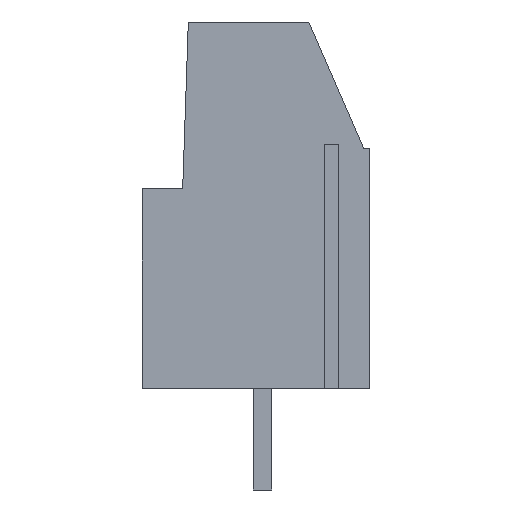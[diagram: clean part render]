
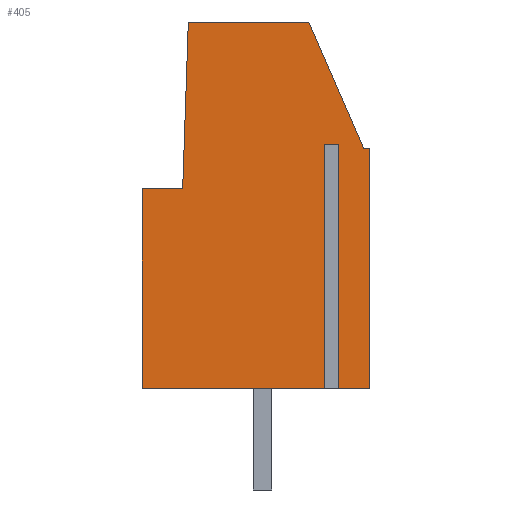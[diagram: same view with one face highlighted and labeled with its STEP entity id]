
A CAD part, left-side view. The second image highlights one B-rep face of the part: STEP entity #405.
In plain terms, the highlighted planar face has unit normal (-1, 0, 0).
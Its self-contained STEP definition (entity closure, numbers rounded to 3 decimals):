
#13=DIRECTION('',(0.,0.,1.));
#21=EDGE_CURVE('',#22,#24,#26,.T.);
#22=VERTEX_POINT('',#23);
#23=CARTESIAN_POINT('',(-2.54,-5.283,0.));
#24=VERTEX_POINT('',#25);
#25=CARTESIAN_POINT('',(-2.54,-3.562,0.));
#26=LINE('',#23,#27);
#27=VECTOR('',#28,1.);
#28=DIRECTION('',(0.,1.,0.));
#35=DIRECTION('',(1.,0.,0.));
#53=VECTOR('',#54,1.);
#54=DIRECTION('',(0.,-1.,0.));
#68=VERTEX_POINT('',#69);
#69=CARTESIAN_POINT('',(-2.54,5.917,0.));
#72=EDGE_CURVE('',#73,#68,#26,.T.);
#73=VERTEX_POINT('',#74);
#74=CARTESIAN_POINT('',(-2.54,-3.205,0.));
#405=ADVANCED_FACE('',(#406),#465,.F.);
#406=FACE_BOUND('',#407,.F.);
#407=EDGE_LOOP('',(#408,#417,#422,#428,#429,#435,#440,#443,#444,#449,#454,#461));
#408=ORIENTED_EDGE('',*,*,#409,.T.);
#409=EDGE_CURVE('',#410,#412,#414,.T.);
#410=VERTEX_POINT('',#411);
#411=CARTESIAN_POINT('',(-2.54,-2.283,18.));
#412=VERTEX_POINT('',#413);
#413=CARTESIAN_POINT('',(-2.54,-4.983,11.8));
#414=LINE('',#411,#415);
#415=VECTOR('',#416,1.);
#416=DIRECTION('',(0.,-0.399,-0.917));
#417=ORIENTED_EDGE('',*,*,#418,.T.);
#418=EDGE_CURVE('',#412,#419,#421,.T.);
#419=VERTEX_POINT('',#420);
#420=CARTESIAN_POINT('',(-2.54,-5.283,11.8));
#421=LINE('',#413,#53);
#422=ORIENTED_EDGE('',*,*,#423,.T.);
#423=EDGE_CURVE('',#419,#22,#424,.T.);
#424=LINE('',#425,#426);
#425=CARTESIAN_POINT('',(-2.54,-5.283,18.));
#426=VECTOR('',#427,1.);
#427=DIRECTION('',(0.,0.,-1.));
#428=ORIENTED_EDGE('',*,*,#21,.T.);
#429=ORIENTED_EDGE('',*,*,#430,.T.);
#430=EDGE_CURVE('',#24,#431,#433,.T.);
#431=VERTEX_POINT('',#432);
#432=CARTESIAN_POINT('',(-2.54,-3.562,12.));
#433=LINE('',#25,#434);
#434=VECTOR('',#13,1.);
#435=ORIENTED_EDGE('',*,*,#436,.T.);
#436=EDGE_CURVE('',#431,#437,#439,.T.);
#437=VERTEX_POINT('',#438);
#438=CARTESIAN_POINT('',(-2.54,-3.205,12.));
#439=LINE('',#432,#27);
#440=ORIENTED_EDGE('',*,*,#441,.F.);
#441=EDGE_CURVE('',#73,#437,#442,.T.);
#442=LINE('',#74,#434);
#443=ORIENTED_EDGE('',*,*,#72,.T.);
#444=ORIENTED_EDGE('',*,*,#445,.T.);
#445=EDGE_CURVE('',#68,#446,#448,.T.);
#446=VERTEX_POINT('',#447);
#447=CARTESIAN_POINT('',(-2.54,5.917,9.8));
#448=LINE('',#69,#434);
#449=ORIENTED_EDGE('',*,*,#450,.F.);
#450=EDGE_CURVE('',#451,#446,#453,.T.);
#451=VERTEX_POINT('',#452);
#452=CARTESIAN_POINT('',(-2.54,3.92,9.8));
#453=LINE('',#452,#27);
#454=ORIENTED_EDGE('',*,*,#455,.F.);
#455=EDGE_CURVE('',#456,#451,#458,.T.);
#456=VERTEX_POINT('',#457);
#457=CARTESIAN_POINT('',(-2.54,3.644,18.));
#458=LINE('',#457,#459);
#459=VECTOR('',#460,1.);
#460=DIRECTION('',(0.,0.034,-0.999));
#461=ORIENTED_EDGE('',*,*,#462,.T.);
#462=EDGE_CURVE('',#456,#410,#463,.T.);
#463=LINE('',#464,#53);
#464=CARTESIAN_POINT('',(-2.54,5.917,18.));
#465=PLANE('',#466);
#466=AXIS2_PLACEMENT_3D('',#467,#35,#468);
#467=CARTESIAN_POINT('',(-2.54,0.317,9.));
#468=DIRECTION('',(-0.,0.,1.));
